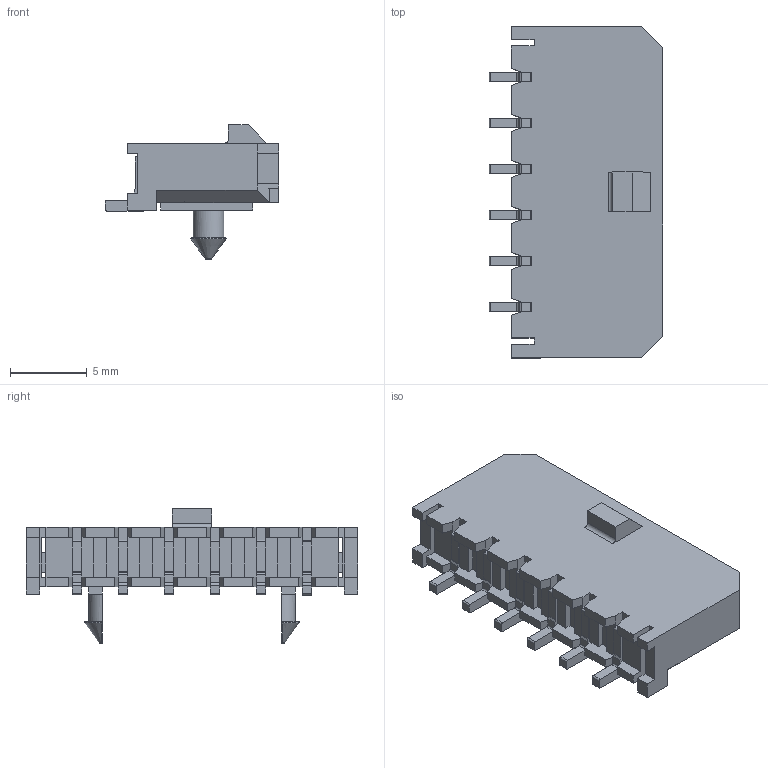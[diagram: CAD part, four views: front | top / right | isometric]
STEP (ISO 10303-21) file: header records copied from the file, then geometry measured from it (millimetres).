
FILE_DESCRIPTION(/* description */ ('Unknown'),/* implementation_level */ '2;1');
FILE_NAME(/* name */ 'J_Wurth_WR-MPC3_662106136022',/* time_stamp */ '2025-06-12T14:51:15+08:00',/* author */ ('Unknown'),/* organization */ ('Unknown'),/* preprocessor_version */ 'ST-DEVELOPER v19.4',/* originating_system */ 'Solid Edge',/* authorisation */ 'Unknown');
FILE_SCHEMA (('AUTOMOTIVE_DESIGN {1 0 10303 214 3 1 1}'));
Length unit declared in the file: millimetre
Products named in the file (2): J_Wurth_WR-MPC3_662106136022
Assembly tree (1 placements, depth 2):
  J_Wurth_WR-MPC3_662106136022
    J_Wurth_WR-MPC3_662106136022
Bounding box: 11.35 x 21.65 x 8.77 mm (x, y, z)
Volume: 507.8 mm3; surface area: 1415 mm2
Topology: 1 solids, 1 shells, 464 faces, 1249 edges, 786 vertices
Faces by surface type: plane 383, cylinder 63, sphere 8, torus 4, bspline 4, cone 2
Entity records: 17618 total; most frequent: CARTESIAN_POINT 2723, ORIENTED_EDGE 2482, DIRECTION 2285, EDGE_CURVE 1241, LINE 1081, VECTOR 1081, VERTEX_POINT 786, AXIS2_PLACEMENT_3D 602
